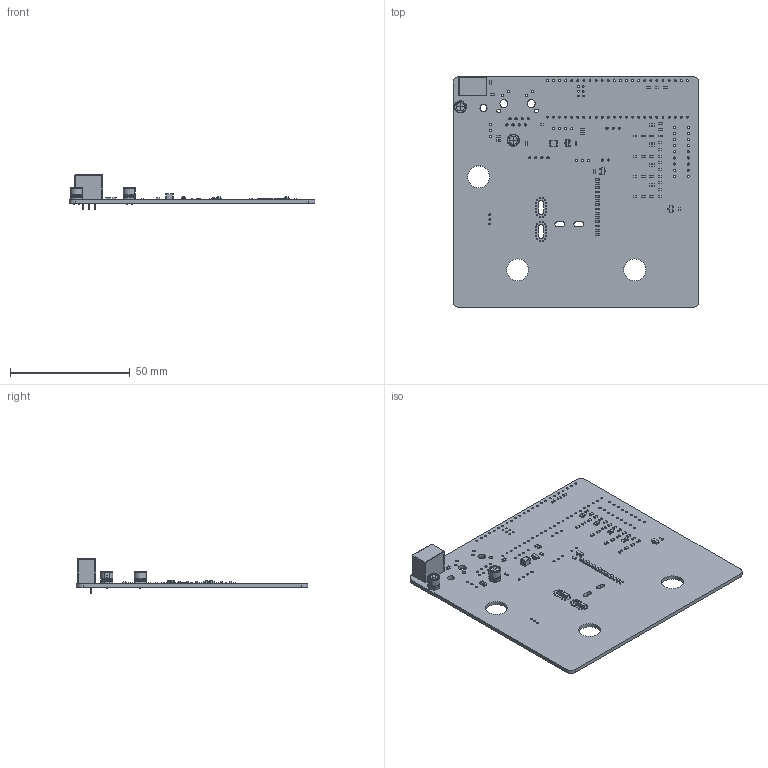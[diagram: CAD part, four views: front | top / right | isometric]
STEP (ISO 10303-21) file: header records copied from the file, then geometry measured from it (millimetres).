
FILE_DESCRIPTION(('KiCad electronic assembly'),'2;1');
FILE_NAME('2023Rev2.step','2023-04-16T12:14:12',('Pcbnew'),('Kicad'), 'Open CASCADE STEP processor 7.6','KiCad to STEP converter','Unknown' );
FILE_SCHEMA(('AUTOMOTIVE_DESIGN { 1 0 10303 214 1 1 1 1 }'));
Length unit declared in the file: millimetre
Products named in the file (16): 2023Rev2 1; R_0603_1608Metric; SOLID; C_0603_1608Metric; CP_Radial_D5.0mm_P2.00mm; C_1210_3225Metric; Converter_DCDC_TRACO_TSR-1_THT; SOT-23; LED_0603_1608Metric; 2023Rev2 PCB
Assembly tree (75 placements, depth 3):
  2023Rev2 1
    R_0603_1608Metric  x48
      SOLID
    C_0603_1608Metric  x5
      SOLID
    CP_Radial_D5.0mm_P2.00mm  x2
      SOLID
    C_1210_3225Metric
      SOLID
    Converter_DCDC_TRACO_TSR-1_THT
      SOLID
    SOT-23  x3
      SOLID
    LED_0603_1608Metric  x7
      SOLID
    2023Rev2 PCB
Bounding box: 102.62 x 96.52 x 14.2 mm (x, y, z)
Volume: 16472 mm3; surface area: 21892.3 mm2
Topology: 68 solids, 70 shells, 2298 faces, 5983 edges, 3851 vertices
Faces by surface type: bspline 2119, cylinder 165, plane 14
Full cylindrical faces by diameter (mm): 0.5 x32, 0.7 x6, 0.8 x55, 0.889 x3, 0.9 x42, 1 x3, 1.02 x4, 1.6 x2, 2.946 x1, 3.25 x2, 9.144 x3
Entity records: 33338 total; most frequent: CARTESIAN_POINT 10196, ORIENTED_EDGE 2452, PCURVE 2452, DEFINITIONAL_REPRESENTATION 2452, DIRECTION 2433, B_SPLINE_CURVE_WITH_KNOTS 1759, EDGE_CURVE 1226, SURFACE_CURVE 1065
